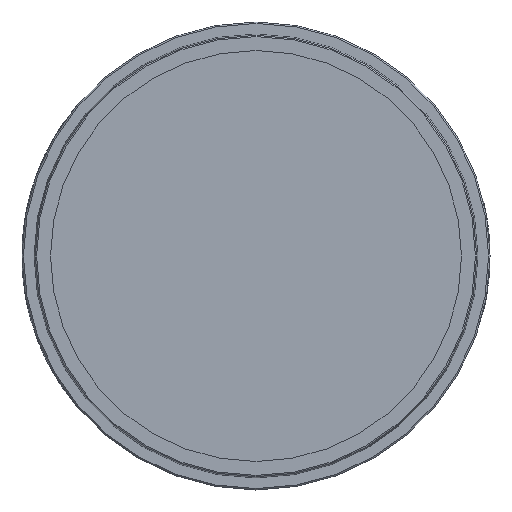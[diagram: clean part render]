
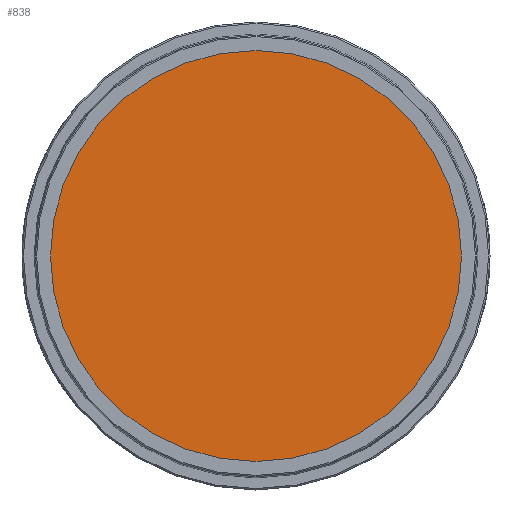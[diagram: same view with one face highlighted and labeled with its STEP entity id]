
A CAD part, left-side view. The second image highlights one B-rep face of the part: STEP entity #838.
In plain terms, the highlighted planar face has unit normal (-1, 0, 0).
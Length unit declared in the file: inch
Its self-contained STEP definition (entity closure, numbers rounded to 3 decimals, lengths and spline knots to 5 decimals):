
#61 = EDGE_CURVE ( 'NONE', #978, #7969, #10016, .T. ) ;
#655 = CIRCLE ( 'NONE', #7030, 1.47638 ) ;
#747 = CARTESIAN_POINT ( 'NONE',  ( -0.155, 0., 1.47638 ) ) ;
#838 = ADVANCED_FACE ( 'NONE', ( #1772 ), #4714, .F. ) ;
#874 = ORIENTED_EDGE ( 'NONE', *, *, #5416, .F. ) ;
#978 = VERTEX_POINT ( 'NONE', #8634 ) ;
#1177 = ORIENTED_EDGE ( 'NONE', *, *, #61, .F. ) ;
#1772 = FACE_OUTER_BOUND ( 'NONE', #5071, .T. ) ;
#2025 = AXIS2_PLACEMENT_3D ( 'NONE', #5578, #2769, #6152 ) ;
#2660 = DIRECTION ( 'NONE',  ( 1., 0., 0. ) ) ;
#2769 = DIRECTION ( 'NONE',  ( 1., 0., 0. ) ) ;
#4714 = PLANE ( 'NONE',  #2025 ) ;
#5071 = EDGE_LOOP ( 'NONE', ( #1177, #874 ) ) ;
#5416 = EDGE_CURVE ( 'NONE', #7969, #978, #655, .T. ) ;
#5578 = CARTESIAN_POINT ( 'NONE',  ( -0.155, 0., 0. ) ) ;
#6152 = DIRECTION ( 'NONE',  ( 0., 0., -1. ) ) ;
#7030 = AXIS2_PLACEMENT_3D ( 'NONE', #7600, #2660, #8408 ) ;
#7071 = DIRECTION ( 'NONE',  ( 1., 0., 0. ) ) ;
#7600 = CARTESIAN_POINT ( 'NONE',  ( -0.155, 0., 0. ) ) ;
#7969 = VERTEX_POINT ( 'NONE', #747 ) ;
#8093 = DIRECTION ( 'NONE',  ( 0., 0., -1. ) ) ;
#8385 = CARTESIAN_POINT ( 'NONE',  ( -0.155, 0., 0. ) ) ;
#8408 = DIRECTION ( 'NONE',  ( 0., 0., -1. ) ) ;
#8634 = CARTESIAN_POINT ( 'NONE',  ( -0.155, 0., -1.47638 ) ) ;
#9060 = AXIS2_PLACEMENT_3D ( 'NONE', #8385, #7071, #8093 ) ;
#10016 = CIRCLE ( 'NONE', #9060, 1.47638 ) ;
